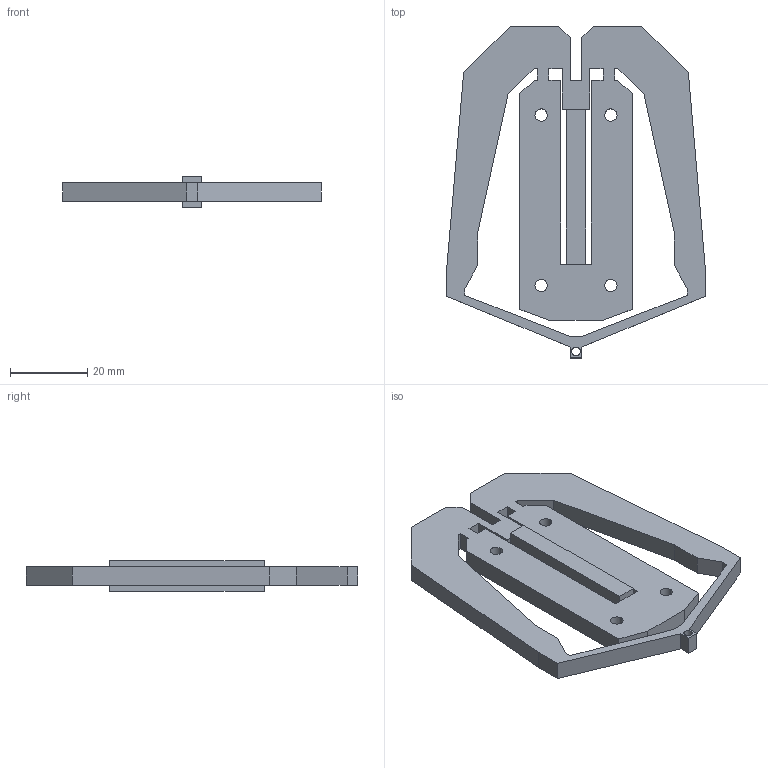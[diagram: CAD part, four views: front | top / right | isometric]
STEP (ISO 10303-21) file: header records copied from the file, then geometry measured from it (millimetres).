
FILE_DESCRIPTION (( 'STEP AP203' ), '1' );
FILE_NAME ('MTA05S1200F22_(MTA05S800F13rev1)_取り付け図面.STEP', '2025-04-10T21:23:18', ( '' ), ( '' ), 'SwSTEP 2.0', 'SolidWorks 2013', '' );
FILE_SCHEMA (( 'CONFIG_CONTROL_DESIGN' ));
Length unit declared in the file: millimetre
Products named in the file (3): MTA05S1200F22_(MTA05S800F13rev1)_取り付け図面; 5_5_40mm; MTA05S800F13rev1(取り付け図面)
Assembly tree (2 placements, depth 2):
  MTA05S1200F22_(MTA05S800F13rev1)_取り付け図面
    MTA05S800F13rev1(取り付け図面)
    5_5_40mm
Bounding box: 66.77 x 85.7 x 8 mm (x, y, z)
Volume: 16690.9 mm3; surface area: 11397.6 mm2
Topology: 2 solids, 2 shells, 74 faces, 210 edges, 140 vertices
Faces by surface type: plane 64, cylinder 10
Entity records: 2707 total; most frequent: CARTESIAN_POINT 429, ORIENTED_EDGE 420, DIRECTION 388, EDGE_CURVE 210, LINE 190, VECTOR 190, VERTEX_POINT 140, AXIS2_PLACEMENT_3D 99
